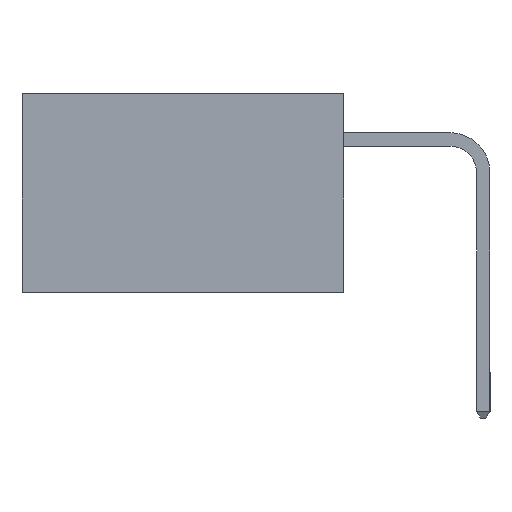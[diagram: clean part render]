
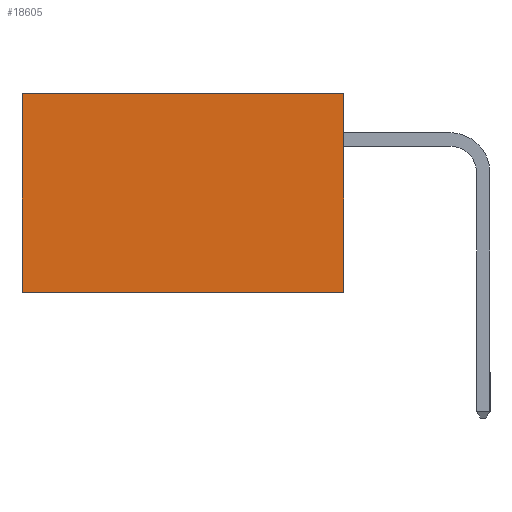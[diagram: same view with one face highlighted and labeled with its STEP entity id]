
A CAD part, left-side view. The second image highlights one B-rep face of the part: STEP entity #18605.
In plain terms, the highlighted planar face has unit normal (-1, 0, 0).
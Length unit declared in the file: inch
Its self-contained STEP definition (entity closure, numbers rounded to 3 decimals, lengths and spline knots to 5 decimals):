
#375 = VECTOR ( 'NONE', #19696, 39.37008 ) ;
#770 = EDGE_CURVE ( 'NONE', #7986, #21512, #7890, .T. ) ;
#1192 = CARTESIAN_POINT ( 'NONE',  ( 0.298, 0., 0. ) ) ;
#2457 = AXIS2_PLACEMENT_3D ( 'NONE', #17601, #8422, #2614 ) ;
#2614 = DIRECTION ( 'NONE',  ( 0., 0., -1. ) ) ;
#2616 = CARTESIAN_POINT ( 'NONE',  ( 0.298, 0., -0.37 ) ) ;
#2727 = CARTESIAN_POINT ( 'NONE',  ( 0.298, 0., -0.37 ) ) ;
#2802 = VECTOR ( 'NONE', #22066, 39.37008 ) ;
#4589 = DIRECTION ( 'NONE',  ( 0., 1., 0. ) ) ;
#4929 = EDGE_LOOP ( 'NONE', ( #22681, #22799, #7157, #14301 ) ) ;
#5425 = LINE ( 'NONE', #6475, #375 ) ;
#6475 = CARTESIAN_POINT ( 'NONE',  ( 0.298, 0., 0. ) ) ;
#7157 = ORIENTED_EDGE ( 'NONE', *, *, #770, .F. ) ;
#7890 = LINE ( 'NONE', #8637, #2802 ) ;
#7986 = VERTEX_POINT ( 'NONE', #1192 ) ;
#8422 = DIRECTION ( 'NONE',  ( 1., 0., 0. ) ) ;
#8637 = CARTESIAN_POINT ( 'NONE',  ( 0.298, 0., 0. ) ) ;
#9262 = LINE ( 'NONE', #11890, #23388 ) ;
#9566 = CARTESIAN_POINT ( 'NONE',  ( 0.298, 0.6, -0.37 ) ) ;
#10009 = DIRECTION ( 'NONE',  ( 0., 0., -1. ) ) ;
#11834 = EDGE_CURVE ( 'NONE', #7986, #17038, #5425, .T. ) ;
#11890 = CARTESIAN_POINT ( 'NONE',  ( 0.298, 0.6, 0. ) ) ;
#13793 = EDGE_CURVE ( 'NONE', #17038, #23434, #9262, .T. ) ;
#14301 = ORIENTED_EDGE ( 'NONE', *, *, #11834, .T. ) ;
#14680 = LINE ( 'NONE', #2616, #23399 ) ;
#14843 = CARTESIAN_POINT ( 'NONE',  ( 0.298, 0.6, 0. ) ) ;
#16551 = EDGE_CURVE ( 'NONE', #21512, #23434, #14680, .T. ) ;
#17038 = VERTEX_POINT ( 'NONE', #14843 ) ;
#17601 = CARTESIAN_POINT ( 'NONE',  ( 0.298, 0., 0. ) ) ;
#18605 = ADVANCED_FACE ( 'NONE', ( #19967 ), #19911, .F. ) ;
#19696 = DIRECTION ( 'NONE',  ( 0., 1., 0. ) ) ;
#19911 = PLANE ( 'NONE',  #2457 ) ;
#19967 = FACE_OUTER_BOUND ( 'NONE', #4929, .T. ) ;
#21512 = VERTEX_POINT ( 'NONE', #2727 ) ;
#22066 = DIRECTION ( 'NONE',  ( 0., 0., -1. ) ) ;
#22681 = ORIENTED_EDGE ( 'NONE', *, *, #13793, .T. ) ;
#22799 = ORIENTED_EDGE ( 'NONE', *, *, #16551, .F. ) ;
#23388 = VECTOR ( 'NONE', #10009, 39.37008 ) ;
#23399 = VECTOR ( 'NONE', #4589, 39.37008 ) ;
#23434 = VERTEX_POINT ( 'NONE', #9566 ) ;
